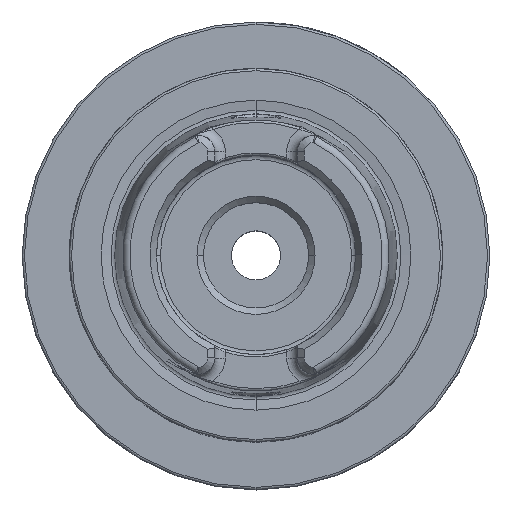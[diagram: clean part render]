
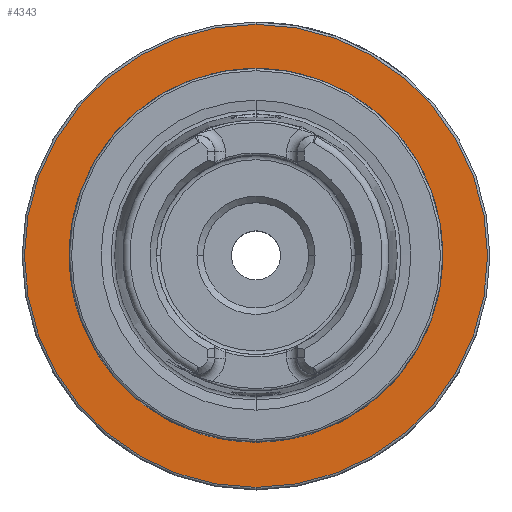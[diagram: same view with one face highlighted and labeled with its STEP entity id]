
A CAD part, top view. The second image highlights one B-rep face of the part: STEP entity #4343.
In plain terms, the highlighted planar face has unit normal (0, 0, 1).
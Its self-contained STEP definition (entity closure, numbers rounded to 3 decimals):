
#9 = VERTEX_POINT ( 'NONE', #10095 ) ;
#558 = CARTESIAN_POINT ( 'NONE',  ( 0., 13., -35. ) ) ;
#779 = DIRECTION ( 'NONE',  ( 0., 0., 1. ) ) ;
#1041 = CIRCLE ( 'NONE', #12720, 13.2 ) ;
#1333 = EDGE_CURVE ( 'NONE', #9, #13642, #1041, .T. ) ;
#1384 = CARTESIAN_POINT ( 'NONE',  ( 0., -19.8, -35. ) ) ;
#2519 = EDGE_CURVE ( 'NONE', #6039, #15275, #12189, .T. ) ;
#2886 = ORIENTED_EDGE ( 'NONE', *, *, #1333, .T. ) ;
#3012 = DIRECTION ( 'NONE',  ( 0., 0., 1. ) ) ;
#3092 = PLANE ( 'NONE',  #4303 ) ;
#4303 = AXIS2_PLACEMENT_3D ( 'NONE', #558, #779, #9379 ) ;
#4343 = ADVANCED_FACE ( 'NONE', ( #14399, #4559 ), #3092, .T. ) ;
#4366 = AXIS2_PLACEMENT_3D ( 'NONE', #13564, #6169, #14806 ) ;
#4559 = FACE_BOUND ( 'NONE', #7377, .T. ) ;
#5341 = ORIENTED_EDGE ( 'NONE', *, *, #2519, .T. ) ;
#5942 = CARTESIAN_POINT ( 'NONE',  ( 0., 0., -35. ) ) ;
#6039 = VERTEX_POINT ( 'NONE', #1384 ) ;
#6169 = DIRECTION ( 'NONE',  ( 0., 0., 1. ) ) ;
#7168 = DIRECTION ( 'NONE',  ( 0., -1., 0. ) ) ;
#7299 = EDGE_CURVE ( 'NONE', #13642, #9, #13632, .T. ) ;
#7377 = EDGE_LOOP ( 'NONE', ( #10076, #2886 ) ) ;
#9091 = CARTESIAN_POINT ( 'NONE',  ( 0., -13.2, -35. ) ) ;
#9379 = DIRECTION ( 'NONE',  ( 0., -1., 0. ) ) ;
#10076 = ORIENTED_EDGE ( 'NONE', *, *, #7299, .T. ) ;
#10095 = CARTESIAN_POINT ( 'NONE',  ( 0., 13.2, -35. ) ) ;
#10368 = CARTESIAN_POINT ( 'NONE',  ( 0., 0., -35. ) ) ;
#10469 = DIRECTION ( 'NONE',  ( 0., -1., 0. ) ) ;
#10515 = DIRECTION ( 'NONE',  ( 0., 0., -1. ) ) ;
#10858 = CARTESIAN_POINT ( 'NONE',  ( 0., 0., -35. ) ) ;
#11608 = DIRECTION ( 'NONE',  ( 0., -1., 0. ) ) ;
#12189 = CIRCLE ( 'NONE', #4366, 19.8 ) ;
#12282 = AXIS2_PLACEMENT_3D ( 'NONE', #10368, #3012, #11608 ) ;
#12720 = AXIS2_PLACEMENT_3D ( 'NONE', #10858, #10515, #10469 ) ;
#13564 = CARTESIAN_POINT ( 'NONE',  ( 0., 0., -35. ) ) ;
#13632 = CIRCLE ( 'NONE', #15923, 13.2 ) ;
#13642 = VERTEX_POINT ( 'NONE', #9091 ) ;
#13789 = CARTESIAN_POINT ( 'NONE',  ( 0., 19.8, -35. ) ) ;
#14399 = FACE_OUTER_BOUND ( 'NONE', #15832, .T. ) ;
#14575 = DIRECTION ( 'NONE',  ( 0., 0., -1. ) ) ;
#14806 = DIRECTION ( 'NONE',  ( 0., -1., 0. ) ) ;
#14917 = ORIENTED_EDGE ( 'NONE', *, *, #15465, .T. ) ;
#15275 = VERTEX_POINT ( 'NONE', #13789 ) ;
#15465 = EDGE_CURVE ( 'NONE', #15275, #6039, #15957, .T. ) ;
#15832 = EDGE_LOOP ( 'NONE', ( #5341, #14917 ) ) ;
#15923 = AXIS2_PLACEMENT_3D ( 'NONE', #5942, #14575, #7168 ) ;
#15957 = CIRCLE ( 'NONE', #12282, 19.8 ) ;
